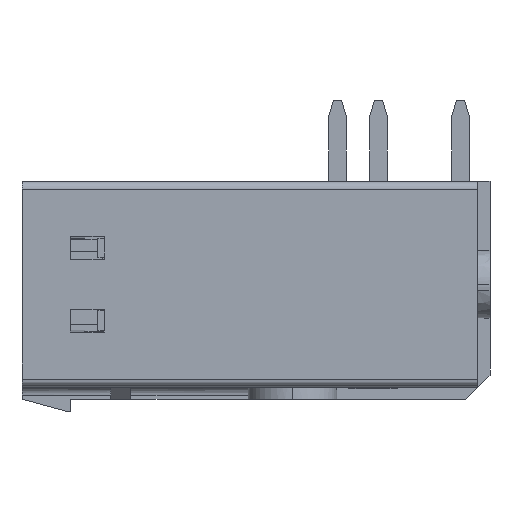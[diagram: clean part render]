
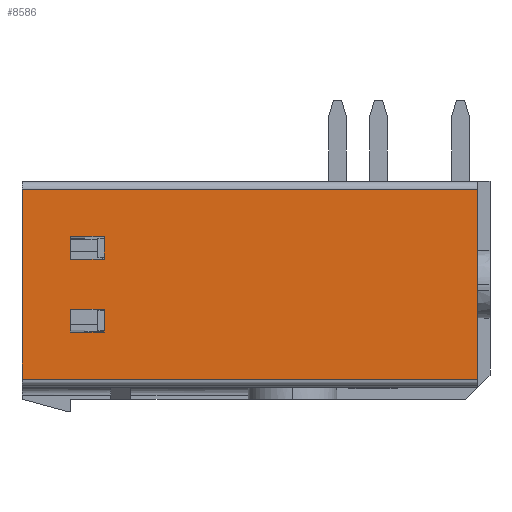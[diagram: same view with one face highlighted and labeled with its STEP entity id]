
A CAD part, left-side view. The second image highlights one B-rep face of the part: STEP entity #8586.
In plain terms, the highlighted free-form (B-spline) face has degree [1, 1] with [2, 2] control points.
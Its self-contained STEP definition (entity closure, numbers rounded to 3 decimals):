
#2453=CARTESIAN_POINT('',(8.43,27.6,-16.45));
#2454=VERTEX_POINT('',#2453);
#2461=CARTESIAN_POINT('',(8.43,27.6,-4.7));
#2462=VERTEX_POINT('',#2461);
#2463=CARTESIAN_POINT('',(8.43,27.6,-4.7));
#2464=CARTESIAN_POINT('',(8.43,27.6,-16.45));
#2465=B_SPLINE_CURVE_WITH_KNOTS('',1,(#2463,#2464),.POLYLINE_FORM.,.F.,.U.,(2,2),(0.,1.),.UNSPECIFIED.);
#2466=EDGE_CURVE('',#2462,#2454,#2465,.T.);
#8499=CARTESIAN_POINT('',(8.43,-48.156,-63.706));
#8500=CARTESIAN_POINT('',(8.43,45.356,-63.706));
#8501=CARTESIAN_POINT('',(8.43,-48.156,29.806));
#8502=CARTESIAN_POINT('',(8.43,45.356,29.806));
#8503=B_SPLINE_SURFACE_WITH_KNOTS('',1,1,((#8499,#8500),(#8501,#8502)),.PLANE_SURF.,.F.,.F.,.U.,(2,2),(2,2),(0.,1.),(0.,1.),.UNSPECIFIED.);
#8504=CARTESIAN_POINT('',(8.43,-0.6,-4.7));
#8505=VERTEX_POINT('',#8504);
#8506=CARTESIAN_POINT('',(8.43,-0.6,-16.45));
#8507=VERTEX_POINT('',#8506);
#8508=CARTESIAN_POINT('',(8.43,-0.6,-4.7));
#8509=CARTESIAN_POINT('',(8.43,-0.6,-16.45));
#8510=B_SPLINE_CURVE_WITH_KNOTS('',1,(#8508,#8509),.POLYLINE_FORM.,.F.,.U.,(2,2),(0.,1.),.UNSPECIFIED.);
#8511=EDGE_CURVE('',#8505,#8507,#8510,.T.);
#8512=ORIENTED_EDGE('',*,*,#8511,.F.);
#8513=CARTESIAN_POINT('',(8.43,27.6,-4.7));
#8514=CARTESIAN_POINT('',(8.43,-0.6,-4.7));
#8515=B_SPLINE_CURVE_WITH_KNOTS('',1,(#8513,#8514),.POLYLINE_FORM.,.F.,.U.,(2,2),(0.,1.),.UNSPECIFIED.);
#8516=EDGE_CURVE('',#2462,#8505,#8515,.T.);
#8517=ORIENTED_EDGE('',*,*,#8516,.F.);
#8518=ORIENTED_EDGE('',*,*,#2466,.T.);
#8519=CARTESIAN_POINT('',(8.43,-0.6,-16.45));
#8520=CARTESIAN_POINT('',(8.43,27.6,-16.45));
#8521=B_SPLINE_CURVE_WITH_KNOTS('',1,(#8519,#8520),.POLYLINE_FORM.,.F.,.U.,(2,2),(0.,1.),.UNSPECIFIED.);
#8522=EDGE_CURVE('',#8507,#2454,#8521,.T.);
#8523=ORIENTED_EDGE('',*,*,#8522,.F.);
#8524=EDGE_LOOP('',(#8512,#8517,#8518,#8523));
#8525=FACE_OUTER_BOUND('',#8524,.T.);
#8526=CARTESIAN_POINT('',(8.43,22.5,-12.125));
#8527=VERTEX_POINT('',#8526);
#8528=CARTESIAN_POINT('',(8.43,22.5,-13.534));
#8529=VERTEX_POINT('',#8528);
#8530=CARTESIAN_POINT('',(8.43,22.5,-12.125));
#8531=CARTESIAN_POINT('',(8.43,22.5,-13.534));
#8532=B_SPLINE_CURVE_WITH_KNOTS('',1,(#8530,#8531),.POLYLINE_FORM.,.F.,.U.,(2,2),(0.,1.),.UNSPECIFIED.);
#8533=EDGE_CURVE('',#8527,#8529,#8532,.T.);
#8534=ORIENTED_EDGE('',*,*,#8533,.T.);
#8535=CARTESIAN_POINT('',(8.43,24.6,-13.534));
#8536=VERTEX_POINT('',#8535);
#8537=CARTESIAN_POINT('',(8.43,22.5,-13.534));
#8538=CARTESIAN_POINT('',(8.43,24.6,-13.534));
#8539=B_SPLINE_CURVE_WITH_KNOTS('',1,(#8537,#8538),.POLYLINE_FORM.,.F.,.U.,(2,2),(0.,1.),.UNSPECIFIED.);
#8540=EDGE_CURVE('',#8529,#8536,#8539,.T.);
#8541=ORIENTED_EDGE('',*,*,#8540,.T.);
#8542=CARTESIAN_POINT('',(8.43,24.6,-12.125));
#8543=VERTEX_POINT('',#8542);
#8544=CARTESIAN_POINT('',(8.43,24.6,-13.534));
#8545=CARTESIAN_POINT('',(8.43,24.6,-12.125));
#8546=B_SPLINE_CURVE_WITH_KNOTS('',1,(#8544,#8545),.POLYLINE_FORM.,.F.,.U.,(2,2),(0.,1.),.UNSPECIFIED.);
#8547=EDGE_CURVE('',#8536,#8543,#8546,.T.);
#8548=ORIENTED_EDGE('',*,*,#8547,.T.);
#8549=CARTESIAN_POINT('',(8.43,24.6,-12.125));
#8550=CARTESIAN_POINT('',(8.43,22.5,-12.125));
#8551=B_SPLINE_CURVE_WITH_KNOTS('',1,(#8549,#8550),.POLYLINE_FORM.,.F.,.U.,(2,2),(0.,1.),.UNSPECIFIED.);
#8552=EDGE_CURVE('',#8543,#8527,#8551,.T.);
#8553=ORIENTED_EDGE('',*,*,#8552,.T.);
#8554=EDGE_LOOP('',(#8534,#8541,#8548,#8553));
#8555=FACE_BOUND('',#8554,.T.);
#8556=CARTESIAN_POINT('',(8.43,22.5,-7.616));
#8557=VERTEX_POINT('',#8556);
#8558=CARTESIAN_POINT('',(8.43,22.5,-9.025));
#8559=VERTEX_POINT('',#8558);
#8560=CARTESIAN_POINT('',(8.43,22.5,-7.616));
#8561=CARTESIAN_POINT('',(8.43,22.5,-9.025));
#8562=B_SPLINE_CURVE_WITH_KNOTS('',1,(#8560,#8561),.POLYLINE_FORM.,.F.,.U.,(2,2),(0.,1.),.UNSPECIFIED.);
#8563=EDGE_CURVE('',#8557,#8559,#8562,.T.);
#8564=ORIENTED_EDGE('',*,*,#8563,.T.);
#8565=CARTESIAN_POINT('',(8.43,24.6,-9.025));
#8566=VERTEX_POINT('',#8565);
#8567=CARTESIAN_POINT('',(8.43,22.5,-9.025));
#8568=CARTESIAN_POINT('',(8.43,24.6,-9.025));
#8569=B_SPLINE_CURVE_WITH_KNOTS('',1,(#8567,#8568),.POLYLINE_FORM.,.F.,.U.,(2,2),(0.,1.),.UNSPECIFIED.);
#8570=EDGE_CURVE('',#8559,#8566,#8569,.T.);
#8571=ORIENTED_EDGE('',*,*,#8570,.T.);
#8572=CARTESIAN_POINT('',(8.43,24.6,-7.616));
#8573=VERTEX_POINT('',#8572);
#8574=CARTESIAN_POINT('',(8.43,24.6,-9.025));
#8575=CARTESIAN_POINT('',(8.43,24.6,-7.616));
#8576=B_SPLINE_CURVE_WITH_KNOTS('',1,(#8574,#8575),.POLYLINE_FORM.,.F.,.U.,(2,2),(0.,1.),.UNSPECIFIED.);
#8577=EDGE_CURVE('',#8566,#8573,#8576,.T.);
#8578=ORIENTED_EDGE('',*,*,#8577,.T.);
#8579=CARTESIAN_POINT('',(8.43,24.6,-7.616));
#8580=CARTESIAN_POINT('',(8.43,22.5,-7.616));
#8581=B_SPLINE_CURVE_WITH_KNOTS('',1,(#8579,#8580),.POLYLINE_FORM.,.F.,.U.,(2,2),(0.,1.),.UNSPECIFIED.);
#8582=EDGE_CURVE('',#8573,#8557,#8581,.T.);
#8583=ORIENTED_EDGE('',*,*,#8582,.T.);
#8584=EDGE_LOOP('',(#8564,#8571,#8578,#8583));
#8585=FACE_BOUND('',#8584,.T.);
#8586=ADVANCED_FACE('',(#8525,#8555,#8585),#8503,.T.);
